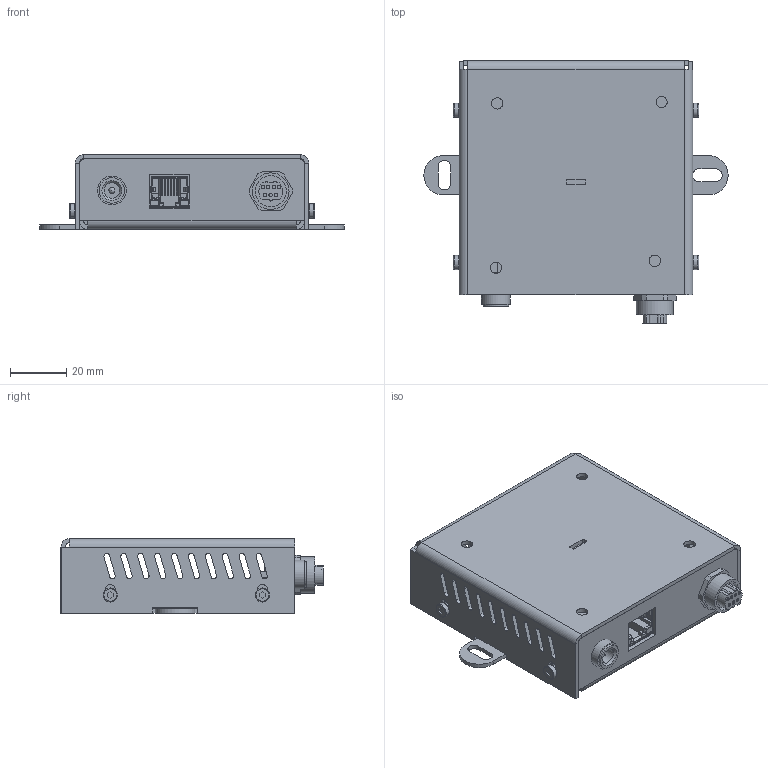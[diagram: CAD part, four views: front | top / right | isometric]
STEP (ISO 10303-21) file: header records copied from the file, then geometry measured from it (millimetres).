
FILE_DESCRIPTION(/* description */ (''),/* implementation_level */ '2;1');
FILE_NAME(/* name */ 'Li-xxxC0xx.step',/* time_stamp */ '2021-07-20T09:18:25+02:00',/* author */ (''),/* organization */ (''),/* preprocessor_version */ 'ST-DEVELOPER v18.1',/* originating_system */ 'Autodesk Translation Framework v10.9.0.1377',/* authorisation */ '');
FILE_SCHEMA (('AUTOMOTIVE_DESIGN { 1 0 10303 214 3 1 1 }'));
Length unit declared in the file: millimetre
Products named in the file (39): Li-xxxC0xx; Ethernet_80_dol; DJ Jack 2,1mm panel mount; Ethernet_80_gora; Component1; 1X1RJ45_SMT; shell_1_1; 2pin-LED_1_1; 1X1RJ45INSERT_ASM_1_1; 1X1RJ45_SMT_-INSERT_ANY_ASM_1_1; 1X1RJ45-ASSEMBLY______ANY_ASM_1_1; INSERT-BACK______ANY_ASM_1_1; NONE-13189_1_1; P-¡T+L-7Pin-AA; P-¡T+L-5Pin-AA; INSERT-BASE______ANY_ASM_1_1; NONE-7504_1_1; NONE-7331_1_1; NONE-9391_1_1; NONE-9671_1_1; NONE-7378_1_1; NONE-8804_1_1; NONE-7584_1_1; NONE-9277_1_1; NONE-8689_1_1; NONE-11975_1_1; NONE-9500_1_1; NONE-9088_1_1; NONE-7282_1_1; NONE-7481_1_1; NONE-11532_1_1; NONE-8997_1_1; NONE-8523_1_1; NONE-7607_1_1; NONE-7716_1_1; led1; 1X1RJ45-housing_-¦L¡; sruba_M3; E2-xx
Assembly tree (48 placements, depth 7):
  Li-xxxC0xx
    Ethernet_80_dol
    DJ Jack 2,1mm panel mount
    Ethernet_80_gora
      Component1
    1X1RJ45_SMT
      shell_1_1
      2pin-LED_1_1
      1X1RJ45INSERT_ASM_1_1
        1X1RJ45_SMT_-INSERT_ANY_ASM_1_1
          1X1RJ45-ASSEMBLY______ANY_ASM_1_1
            INSERT-BACK______ANY_ASM_1_1
              NONE-13189_1_1
            P-¡T+L-7Pin-AA
            P-¡T+L-5Pin-AA
          INSERT-BASE______ANY_ASM_1_1
            NONE-7716_1_1  x8
            NONE-7504_1_1
            NONE-7331_1_1
            NONE-9391_1_1
            NONE-9671_1_1
            NONE-7378_1_1
            NONE-8804_1_1
            NONE-7584_1_1
            NONE-9277_1_1
            NONE-8689_1_1
            NONE-11975_1_1
            NONE-9500_1_1
            NONE-9088_1_1
            NONE-7282_1_1
            NONE-7481_1_1
            NONE-11532_1_1
            NONE-8997_1_1
            NONE-8523_1_1
            NONE-7607_1_1
      led1
      1X1RJ45-housing_-¦L¡
    sruba_M3  x4
    E2-xx
Bounding box: 108 x 93 x 26.5 mm (x, y, z)
Volume: 39671.7 mm3; surface area: 52589.6 mm2
Topology: 21 solids, 21 shells, 1155 faces, 2911 edges, 1815 vertices
Faces by surface type: plane 748, cylinder 313, bspline 70, cone 15, torus 8, sphere 1
Full cylindrical faces by diameter (mm): 1 x2, 1.2 x7, 2.1 x1, 2.6 x1, 2.7 x2, 3 x6, 3.5 x4, 4 x4, 5 x4, 5.5 x1, 8 x1, 9 x1, 10.2 x1, 11 x1, 12 x2, 13 x1
Entity records: 37723 total; most frequent: CARTESIAN_POINT 9021, ORIENTED_EDGE 5652, DIRECTION 5611, EDGE_CURVE 2826, LINE 2165, VECTOR 2165, VERTEX_POINT 1761, AXIS2_PLACEMENT_3D 1723
